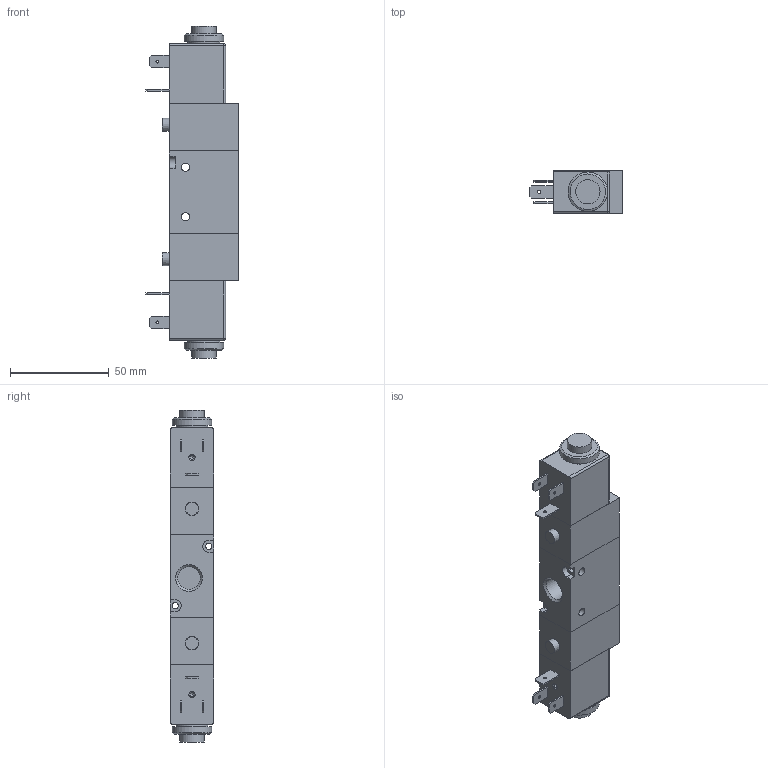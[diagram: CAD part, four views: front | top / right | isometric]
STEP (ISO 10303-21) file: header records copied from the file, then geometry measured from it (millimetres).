
FILE_DESCRIPTION((''),'2;1');
FILE_NAME('8884_32_00_35_F##.stp','2014-03-24T14:26:41',('airolcr1'),(''),'Autodesk Inventor 2013','Autodesk Inventor 2013','');
FILE_SCHEMA(('AUTOMOTIVE_DESIGN { 1 0 10303 214 1 1 1 1 }'));
Length unit declared in the file: millimetre
Products named in the file (3): 8884_32_00_35_F##; 8884_32_00_35_F00; MF_
Assembly tree (3 placements, depth 2):
  8884_32_00_35_F##
    8884_32_00_35_F00
    MF_  x2
Bounding box: 47 x 22 x 168 mm (x, y, z)
Volume: 106213 mm3; surface area: 28849.1 mm2
Topology: 3 solids, 3 shells, 195 faces, 422 edges, 265 vertices
Faces by surface type: plane 105, cylinder 47, cone 23, torus 16, sphere 4
Full cylindrical faces by diameter (mm): 1.5 x4, 1.6 x2, 2.156 x2, 3.2 x2, 4.25 x2, 7.42 x2, 8 x2, 8.15 x2, 8.9 x2, 9.15 x2, 10.2 x2, 11.445 x3, 12.3 x2, 14.2 x2, 16.7 x2, 20 x2
Entity records: 3594 total; most frequent: CARTESIAN_POINT 615, DIRECTION 599, ORIENTED_EDGE 442, AXIS2_PLACEMENT_3D 240, EDGE_LOOP 235, EDGE_CURVE 221, VERTEX_POINT 172, FACE_OUTER_BOUND 134
